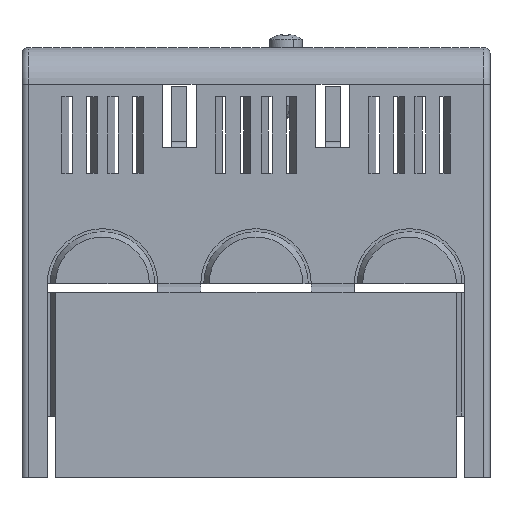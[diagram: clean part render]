
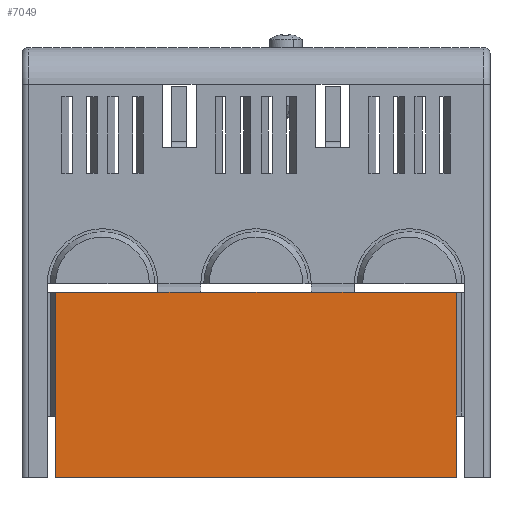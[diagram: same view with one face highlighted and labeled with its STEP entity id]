
A CAD part, top view. The second image highlights one B-rep face of the part: STEP entity #7049.
In plain terms, the highlighted planar face has unit normal (0, 0, 1).
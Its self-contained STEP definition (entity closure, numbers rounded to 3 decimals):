
#207=DIRECTION('',(-1.,0.,0.));
#208=VECTOR('',#207,7.);
#209=CARTESIAN_POINT('',(15.999,30.134,67.));
#210=LINE('',#209,#208);
#4554=DIRECTION('',(-1.,0.,0.));
#4555=VECTOR('',#4554,16.634);
#4556=CARTESIAN_POINT('',(32.633,30.134,67.));
#4557=LINE('',#4556,#4555);
#4602=DIRECTION('',(0.,1.,0.));
#4603=VECTOR('',#4602,20.134);
#4604=CARTESIAN_POINT('',(32.633,10.,67.));
#4605=LINE('',#4604,#4603);
#4606=DIRECTION('',(0.,1.,0.));
#4607=VECTOR('',#4606,10.);
#4608=CARTESIAN_POINT('',(32.633,0.,67.));
#4609=LINE('',#4608,#4607);
#4622=DIRECTION('',(1.,0.,0.));
#4623=VECTOR('',#4622,65.268);
#4624=CARTESIAN_POINT('',(-32.635,0.,67.));
#4625=LINE('',#4624,#4623);
#4626=DIRECTION('',(0.,-1.,0.));
#4627=VECTOR('',#4626,10.);
#4628=CARTESIAN_POINT('',(-32.635,10.,67.));
#4629=LINE('',#4628,#4627);
#4666=DIRECTION('',(-1.,0.,0.));
#4667=VECTOR('',#4666,16.634);
#4668=CARTESIAN_POINT('',(-16.001,30.134,67.));
#4669=LINE('',#4668,#4667);
#4682=DIRECTION('',(0.,-1.,0.));
#4683=VECTOR('',#4682,20.134);
#4684=CARTESIAN_POINT('',(-32.635,30.134,67.));
#4685=LINE('',#4684,#4683);
#4746=DIRECTION('',(-1.,0.,0.));
#4747=VECTOR('',#4746,18.);
#4748=CARTESIAN_POINT('',(8.999,30.134,67.));
#4749=LINE('',#4748,#4747);
#4762=DIRECTION('',(-1.,0.,0.));
#4763=VECTOR('',#4762,7.);
#4764=CARTESIAN_POINT('',(-9.001,30.134,67.));
#4765=LINE('',#4764,#4763);
#5437=CARTESIAN_POINT('',(15.999,30.134,67.));
#5438=CARTESIAN_POINT('',(8.999,30.134,67.));
#5439=VERTEX_POINT('',#5437);
#5440=VERTEX_POINT('',#5438);
#5441=CARTESIAN_POINT('',(32.633,30.134,67.));
#5442=VERTEX_POINT('',#5441);
#5443=CARTESIAN_POINT('',(32.633,10.,67.));
#5444=VERTEX_POINT('',#5443);
#5445=CARTESIAN_POINT('',(32.633,0.,67.));
#5446=VERTEX_POINT('',#5445);
#5447=CARTESIAN_POINT('',(-32.635,0.,67.));
#5448=VERTEX_POINT('',#5447);
#5449=CARTESIAN_POINT('',(-32.635,10.,67.));
#5450=VERTEX_POINT('',#5449);
#5451=CARTESIAN_POINT('',(-32.635,30.134,67.));
#5452=VERTEX_POINT('',#5451);
#5453=CARTESIAN_POINT('',(-16.001,30.134,67.));
#5454=VERTEX_POINT('',#5453);
#5455=CARTESIAN_POINT('',(-9.001,30.134,67.));
#5456=VERTEX_POINT('',#5455);
#7022=CARTESIAN_POINT('',(-0.001,15.067,67.));
#7023=DIRECTION('',(0.,0.,1.));
#7024=DIRECTION('',(-1.,0.,0.));
#7025=AXIS2_PLACEMENT_3D('',#7022,#7023,#7024);
#7026=PLANE('',#7025);
#7028=ORIENTED_EDGE('',*,*,#7027,.F.);
#7030=ORIENTED_EDGE('',*,*,#7029,.F.);
#7032=ORIENTED_EDGE('',*,*,#7031,.F.);
#7034=ORIENTED_EDGE('',*,*,#7033,.F.);
#7036=ORIENTED_EDGE('',*,*,#7035,.F.);
#7038=ORIENTED_EDGE('',*,*,#7037,.F.);
#7040=ORIENTED_EDGE('',*,*,#7039,.F.);
#7042=ORIENTED_EDGE('',*,*,#7041,.F.);
#7044=ORIENTED_EDGE('',*,*,#7043,.F.);
#7046=ORIENTED_EDGE('',*,*,#7045,.F.);
#7047=EDGE_LOOP('',(#7028,#7030,#7032,#7034,#7036,#7038,#7040,#7042,#7044,
#7046));
#7048=FACE_OUTER_BOUND('',#7047,.F.);
#7027=EDGE_CURVE('',#5439,#5440,#210,.T.);
#7029=EDGE_CURVE('',#5442,#5439,#4557,.T.);
#7031=EDGE_CURVE('',#5444,#5442,#4605,.T.);
#7033=EDGE_CURVE('',#5446,#5444,#4609,.T.);
#7035=EDGE_CURVE('',#5448,#5446,#4625,.T.);
#7037=EDGE_CURVE('',#5450,#5448,#4629,.T.);
#7039=EDGE_CURVE('',#5452,#5450,#4685,.T.);
#7041=EDGE_CURVE('',#5454,#5452,#4669,.T.);
#7043=EDGE_CURVE('',#5456,#5454,#4765,.T.);
#7045=EDGE_CURVE('',#5440,#5456,#4749,.T.);
#7049=ADVANCED_FACE('',(#7048),#7026,.T.);
